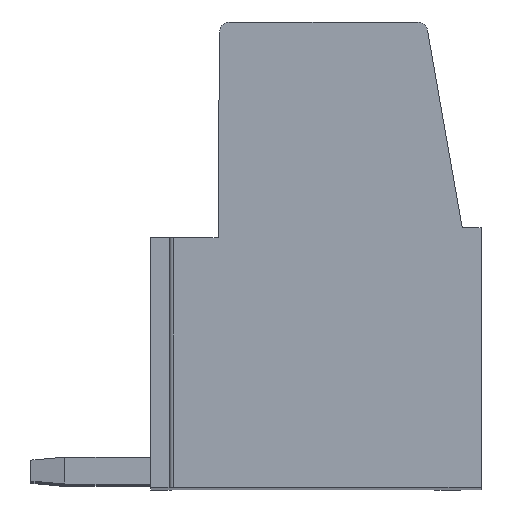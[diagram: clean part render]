
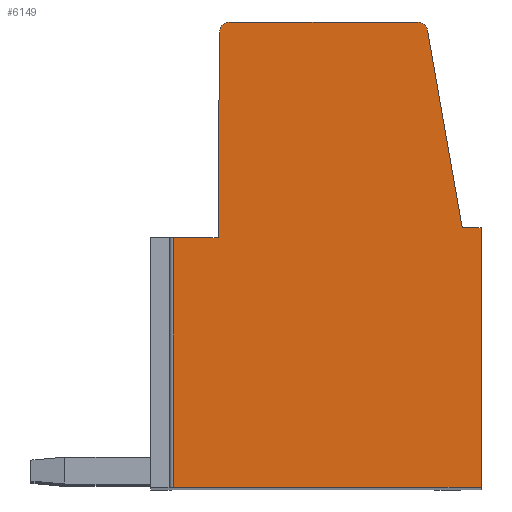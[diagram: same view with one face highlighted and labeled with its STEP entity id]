
A CAD part, top view. The second image highlights one B-rep face of the part: STEP entity #6149.
In plain terms, the highlighted planar face has unit normal (0, 0, 1).
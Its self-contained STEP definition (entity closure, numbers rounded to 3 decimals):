
#1099=DIRECTION('',(0.,1.,0.));
#1100=VECTOR('',#1099,7.4);
#1101=CARTESIAN_POINT('',(-4.225,-7.4,2.5));
#1102=LINE('',#1101,#1100);
#1103=DIRECTION('',(-1.,0.,0.));
#1104=VECTOR('',#1103,1.325);
#1105=CARTESIAN_POINT('',(-2.9,0.,2.5));
#1106=LINE('',#1105,#1104);
#1107=DIRECTION('',(-0.007,-1.,0.));
#1108=VECTOR('',#1107,6.1);
#1109=CARTESIAN_POINT('',(-2.859,6.1,2.5));
#1110=LINE('',#1109,#1108);
#1111=CARTESIAN_POINT('',(-2.557,6.098,2.5));
#1112=DIRECTION('',(0.,0.,1.));
#1113=DIRECTION('',(0.,1.,0.));
#1114=AXIS2_PLACEMENT_3D('',#1111,#1112,#1113);
#1116=DIRECTION('',(-1.,0.,0.));
#1117=VECTOR('',#1116,5.57);
#1118=CARTESIAN_POINT('',(3.013,6.4,2.5));
#1119=LINE('',#1118,#1117);
#1120=CARTESIAN_POINT('',(3.013,6.098,2.5));
#1121=DIRECTION('',(0.,0.,1.));
#1122=DIRECTION('',(0.985,0.173,0.));
#1123=AXIS2_PLACEMENT_3D('',#1120,#1121,#1122);
#1125=DIRECTION('',(-0.173,0.985,0.));
#1126=VECTOR('',#1125,5.94);
#1127=CARTESIAN_POINT('',(4.34,0.3,2.5));
#1128=LINE('',#1127,#1126);
#1129=DIRECTION('',(-1.,0.,0.));
#1130=VECTOR('',#1129,0.56);
#1131=CARTESIAN_POINT('',(4.9,0.3,2.5));
#1132=LINE('',#1131,#1130);
#1133=DIRECTION('',(0.,1.,0.));
#1134=VECTOR('',#1133,7.7);
#1135=CARTESIAN_POINT('',(4.9,-7.4,2.5));
#1136=LINE('',#1135,#1134);
#1137=DIRECTION('',(1.,0.,0.));
#1138=VECTOR('',#1137,9.125);
#1139=CARTESIAN_POINT('',(-4.225,-7.4,2.5));
#1140=LINE('',#1139,#1138);
#3627=CARTESIAN_POINT('',(4.9,-7.4,2.5));
#3628=CARTESIAN_POINT('',(4.9,0.3,2.5));
#3629=VERTEX_POINT('',#3627);
#3630=VERTEX_POINT('',#3628);
#3631=CARTESIAN_POINT('',(4.34,0.3,2.5));
#3632=VERTEX_POINT('',#3631);
#3633=CARTESIAN_POINT('',(3.311,6.15,2.5));
#3634=VERTEX_POINT('',#3633);
#3635=CARTESIAN_POINT('',(3.013,6.4,2.5));
#3636=VERTEX_POINT('',#3635);
#3637=CARTESIAN_POINT('',(-2.557,6.4,2.5));
#3638=VERTEX_POINT('',#3637);
#3639=CARTESIAN_POINT('',(-2.859,6.1,2.5));
#3640=VERTEX_POINT('',#3639);
#3641=CARTESIAN_POINT('',(-2.9,0.,2.5));
#3642=VERTEX_POINT('',#3641);
#3687=CARTESIAN_POINT('',(-4.225,-7.4,2.5));
#3688=CARTESIAN_POINT('',(-4.225,0.,2.5));
#3689=VERTEX_POINT('',#3687);
#3690=VERTEX_POINT('',#3688);
#6125=CARTESIAN_POINT('',(0.,0.,2.5));
#6126=DIRECTION('',(0.,0.,1.));
#6127=DIRECTION('',(1.,0.,0.));
#6128=AXIS2_PLACEMENT_3D('',#6125,#6126,#6127);
#6129=PLANE('',#6128);
#6130=ORIENTED_EDGE('',*,*,#6117,.T.);
#6131=ORIENTED_EDGE('',*,*,#4660,.F.);
#6133=ORIENTED_EDGE('',*,*,#6132,.F.);
#6135=ORIENTED_EDGE('',*,*,#6134,.F.);
#6137=ORIENTED_EDGE('',*,*,#6136,.F.);
#6139=ORIENTED_EDGE('',*,*,#6138,.F.);
#6141=ORIENTED_EDGE('',*,*,#6140,.F.);
#6143=ORIENTED_EDGE('',*,*,#6142,.F.);
#6145=ORIENTED_EDGE('',*,*,#6144,.F.);
#6146=ORIENTED_EDGE('',*,*,#4788,.F.);
#6147=EDGE_LOOP('',(#6130,#6131,#6133,#6135,#6137,#6139,#6141,#6143,#6145,
#6146));
#6148=FACE_OUTER_BOUND('',#6147,.F.);
#1115=CIRCLE('',#1114,0.302);
#1124=CIRCLE('',#1123,0.302);
#4660=EDGE_CURVE('',#3642,#3690,#1106,.T.);
#4788=EDGE_CURVE('',#3689,#3629,#1140,.T.);
#6117=EDGE_CURVE('',#3689,#3690,#1102,.T.);
#6132=EDGE_CURVE('',#3640,#3642,#1110,.T.);
#6134=EDGE_CURVE('',#3638,#3640,#1115,.T.);
#6136=EDGE_CURVE('',#3636,#3638,#1119,.T.);
#6138=EDGE_CURVE('',#3634,#3636,#1124,.T.);
#6140=EDGE_CURVE('',#3632,#3634,#1128,.T.);
#6142=EDGE_CURVE('',#3630,#3632,#1132,.T.);
#6144=EDGE_CURVE('',#3629,#3630,#1136,.T.);
#6149=ADVANCED_FACE('',(#6148),#6129,.T.);
